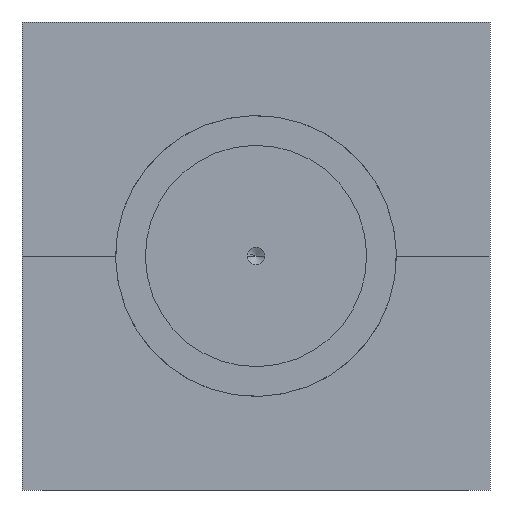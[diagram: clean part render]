
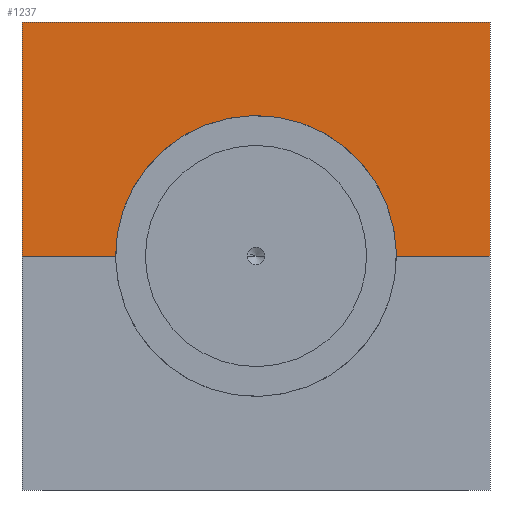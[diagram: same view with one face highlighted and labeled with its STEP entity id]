
A CAD part, front view. The second image highlights one B-rep face of the part: STEP entity #1237.
In plain terms, the highlighted face is planar.
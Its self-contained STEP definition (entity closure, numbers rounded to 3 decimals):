
#921=CARTESIAN_POINT('Vertex',(0.,69.85,69.85)) ;
#926=CARTESIAN_POINT('Line Origine',(0.,0.,69.85)) ;
#930=CARTESIAN_POINT('Vertex',(0.,-69.85,69.85)) ;
#997=CARTESIAN_POINT('Vertex',(0.,41.91,0.)) ;
#1011=CARTESIAN_POINT('Vertex',(0.,0.,41.91)) ;
#1014=CARTESIAN_POINT('Axis2P3D Location',(0.,0.,0.)) ;
#1030=CARTESIAN_POINT('Vertex',(0.,-41.91,0.)) ;
#1035=CARTESIAN_POINT('Axis2P3D Location',(0.,0.,0.)) ;
#1168=CARTESIAN_POINT('Vertex',(0.,-69.85,0.)) ;
#1171=CARTESIAN_POINT('Line Origine',(0.,-55.88,0.)) ;
#1185=CARTESIAN_POINT('Line Origine',(0.,55.88,0.)) ;
#1189=CARTESIAN_POINT('Vertex',(0.,69.85,0.)) ;
#1213=CARTESIAN_POINT('Axis2P3D Location',(0.,0.,0.)) ;
#1218=CARTESIAN_POINT('Line Origine',(0.,-69.85,34.925)) ;
#1223=CARTESIAN_POINT('Line Origine',(0.,69.85,34.925)) ;
#928=VECTOR('Line Direction',#927,1.) ;
#1173=VECTOR('Line Direction',#1172,1.) ;
#1187=VECTOR('Line Direction',#1186,1.) ;
#1220=VECTOR('Line Direction',#1219,1.) ;
#1225=VECTOR('Line Direction',#1224,1.) ;
#927=DIRECTION('Vector Direction',(0.,-1.,0.)) ;
#1015=DIRECTION('Axis2P3D Direction',(-1.,0.,0.)) ;
#1036=DIRECTION('Axis2P3D Direction',(-1.,0.,0.)) ;
#1172=DIRECTION('Vector Direction',(0.,1.,0.)) ;
#1186=DIRECTION('Vector Direction',(0.,1.,0.)) ;
#1214=DIRECTION('Axis2P3D Direction',(1.,0.,0.)) ;
#1215=DIRECTION('Axis2P3D XDirection',(0.,1.,0.)) ;
#1219=DIRECTION('Vector Direction',(0.,0.,1.)) ;
#1224=DIRECTION('Vector Direction',(0.,0.,-1.)) ;
#1016=AXIS2_PLACEMENT_3D('Circle Axis2P3D',#1014,#1015,$) ;
#1037=AXIS2_PLACEMENT_3D('Circle Axis2P3D',#1035,#1036,$) ;
#1216=AXIS2_PLACEMENT_3D('Plane Axis2P3D',#1213,#1214,#1215) ;
#929=LINE('Line',#926,#928) ;
#1174=LINE('Line',#1171,#1173) ;
#1188=LINE('Line',#1185,#1187) ;
#1221=LINE('Line',#1218,#1220) ;
#1226=LINE('Line',#1223,#1225) ;
#1017=CIRCLE('generated circle',#1016,41.91) ;
#1038=CIRCLE('generated circle',#1037,41.91) ;
#1217=PLANE('',#1216) ;
#932=EDGE_CURVE('',#922,#931,#929,.T.) ;
#1018=EDGE_CURVE('',#1012,#998,#1017,.T.) ;
#1039=EDGE_CURVE('',#1031,#1012,#1038,.T.) ;
#1175=EDGE_CURVE('',#1169,#1031,#1174,.T.) ;
#1191=EDGE_CURVE('',#998,#1190,#1188,.T.) ;
#1222=EDGE_CURVE('',#931,#1169,#1221,.F.) ;
#1227=EDGE_CURVE('',#1190,#922,#1226,.F.) ;
#1229=ORIENTED_EDGE('',*,*,#1018,.F.) ;
#1230=ORIENTED_EDGE('',*,*,#1039,.F.) ;
#1231=ORIENTED_EDGE('',*,*,#1175,.F.) ;
#1232=ORIENTED_EDGE('',*,*,#1222,.F.) ;
#1233=ORIENTED_EDGE('',*,*,#932,.F.) ;
#1234=ORIENTED_EDGE('',*,*,#1227,.F.) ;
#1235=ORIENTED_EDGE('',*,*,#1191,.F.) ;
#1228=EDGE_LOOP('',(#1229,#1230,#1231,#1232,#1233,#1234,#1235)) ;
#922=VERTEX_POINT('',#921) ;
#931=VERTEX_POINT('',#930) ;
#998=VERTEX_POINT('',#997) ;
#1012=VERTEX_POINT('',#1011) ;
#1031=VERTEX_POINT('',#1030) ;
#1169=VERTEX_POINT('',#1168) ;
#1190=VERTEX_POINT('',#1189) ;
#1237=ADVANCED_FACE('PartBody',(#1236),#1217,.F.) ;
#1236=FACE_OUTER_BOUND('',#1228,.T.) ;
